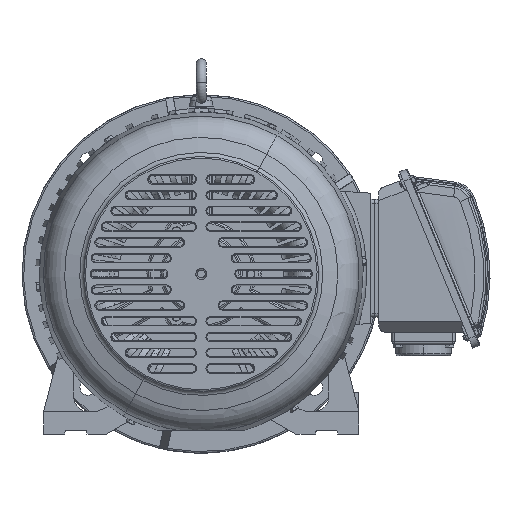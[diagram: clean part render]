
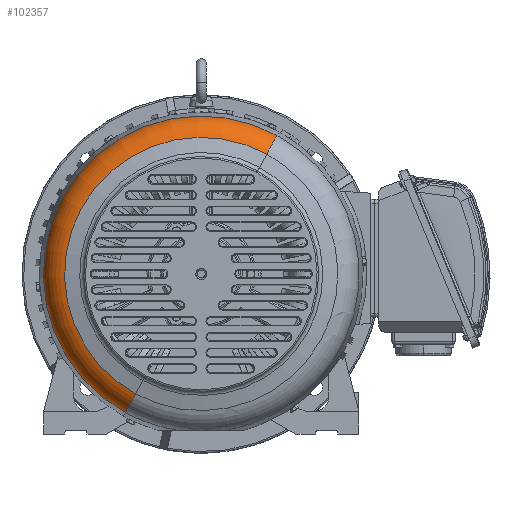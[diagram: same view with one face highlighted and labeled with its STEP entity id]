
A CAD part, front view. The second image highlights one B-rep face of the part: STEP entity #102357.
In plain terms, the highlighted toroidal (fillet/blend) face has major radius 163.789 mm and minor radius 37 mm.
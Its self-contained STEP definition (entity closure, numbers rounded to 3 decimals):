
#102258=CARTESIAN_POINT('Axis2P3D Location',(0.,-363.471,0.)) ;
#102262=CARTESIAN_POINT('Vertex',(-83.116,-363.471,-152.142)) ;
#102264=CARTESIAN_POINT('Vertex',(83.116,-363.471,152.142)) ;
#102327=CARTESIAN_POINT('Axis2P3D Location',(0.,-327.732,0.)) ;
#102332=CARTESIAN_POINT('Axis2P3D Location',(0.,-332.852,0.)) ;
#102336=CARTESIAN_POINT('Vertex',(-96.093,-332.852,-175.897)) ;
#102338=CARTESIAN_POINT('Vertex',(96.093,-332.852,175.897)) ;
#102341=CARTESIAN_POINT('Axis2P3D Location',(-78.525,-327.732,-143.738)) ;
#102346=CARTESIAN_POINT('Axis2P3D Location',(78.525,-327.732,143.738)) ;
#102259=DIRECTION('Axis2P3D Direction',(0.,1.,0.)) ;
#102328=DIRECTION('Axis2P3D Direction',(0.,1.,0.)) ;
#102329=DIRECTION('Axis2P3D XDirection',(0.479,0.,0.878)) ;
#102333=DIRECTION('Axis2P3D Direction',(0.,1.,0.)) ;
#102342=DIRECTION('Axis2P3D Direction',(0.878,0.,-0.479)) ;
#102347=DIRECTION('Axis2P3D Direction',(-0.878,0.,0.479)) ;
#102260=AXIS2_PLACEMENT_3D('Circle Axis2P3D',#102258,#102259,$) ;
#102330=AXIS2_PLACEMENT_3D('Torus Axis2P3D',#102327,#102328,#102329) ;
#102334=AXIS2_PLACEMENT_3D('Circle Axis2P3D',#102332,#102333,$) ;
#102343=AXIS2_PLACEMENT_3D('Circle Axis2P3D',#102341,#102342,$) ;
#102348=AXIS2_PLACEMENT_3D('Circle Axis2P3D',#102346,#102347,$) ;
#102352=ORIENTED_EDGE('',*,*,#102340,.F.) ;
#102353=ORIENTED_EDGE('',*,*,#102345,.T.) ;
#102354=ORIENTED_EDGE('',*,*,#102266,.T.) ;
#102355=ORIENTED_EDGE('',*,*,#102350,.F.) ;
#102357=ADVANCED_FACE('31407C383.1',(#102356),#102331,.T.) ;
#102261=CIRCLE('generated circle',#102260,173.365) ;
#102335=CIRCLE('generated circle',#102334,200.433) ;
#102344=CIRCLE('generated circle',#102343,37.) ;
#102349=CIRCLE('generated circle',#102348,37.) ;
#102331=TOROIDAL_SURFACE('homeo Torus',#102330,163.789,37.) ;
#102266=EDGE_CURVE('',#102263,#102265,#102261,.T.) ;
#102340=EDGE_CURVE('',#102337,#102339,#102335,.T.) ;
#102345=EDGE_CURVE('',#102337,#102263,#102344,.F.) ;
#102350=EDGE_CURVE('',#102339,#102265,#102349,.F.) ;
#102351=EDGE_LOOP('',(#102352,#102353,#102354,#102355)) ;
#102356=FACE_OUTER_BOUND('',#102351,.T.) ;
#102263=VERTEX_POINT('',#102262) ;
#102265=VERTEX_POINT('',#102264) ;
#102337=VERTEX_POINT('',#102336) ;
#102339=VERTEX_POINT('',#102338) ;
